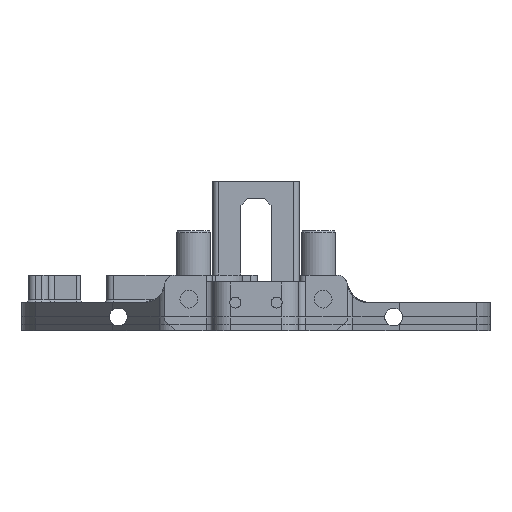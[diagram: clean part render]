
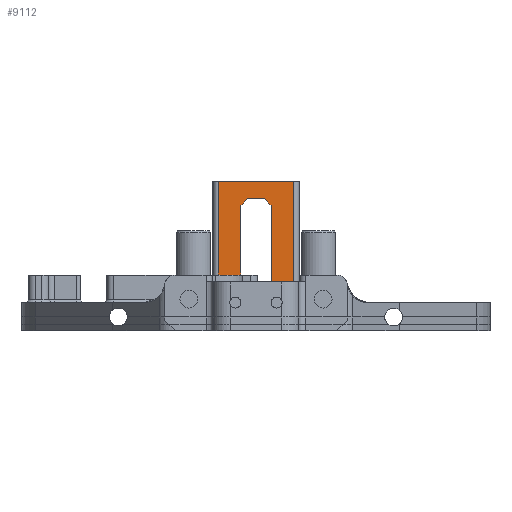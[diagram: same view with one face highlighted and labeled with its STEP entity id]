
A CAD part, front view. The second image highlights one B-rep face of the part: STEP entity #9112.
In plain terms, the highlighted planar face has unit normal (0, -1, 0).
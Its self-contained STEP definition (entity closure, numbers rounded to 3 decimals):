
#872=FACE_OUTER_BOUND('',#1389,.T.);
#1389=EDGE_LOOP('',(#6933,#6934,#6935,#6936,#6937,#6938,#6939,#6940,#6941,
#6942,#6943,#6944,#6945,#6946));
#1826=LINE('',#13160,#2780);
#1868=LINE('',#13266,#2822);
#2112=LINE('',#13912,#3066);
#2114=LINE('',#13918,#3068);
#2229=LINE('',#14303,#3183);
#2232=LINE('',#14308,#3186);
#2234=LINE('',#14312,#3188);
#2245=LINE('',#14335,#3199);
#2247=LINE('',#14338,#3201);
#2255=LINE('',#14351,#3209);
#2258=LINE('',#14357,#3212);
#2259=LINE('',#14359,#3213);
#2266=LINE('',#14372,#3220);
#2267=LINE('',#14373,#3221);
#2780=VECTOR('',#10419,10.);
#2822=VECTOR('',#10489,10.);
#3066=VECTOR('',#11087,10.);
#3068=VECTOR('',#11091,10.);
#3183=VECTOR('',#11394,10.);
#3186=VECTOR('',#11399,1000.);
#3188=VECTOR('',#11403,10.);
#3199=VECTOR('',#11420,10.);
#3201=VECTOR('',#11424,10.);
#3209=VECTOR('',#11436,10.);
#3212=VECTOR('',#11441,10.);
#3213=VECTOR('',#11444,10.);
#3220=VECTOR('',#11459,1000.);
#3221=VECTOR('',#11460,1000.);
#3744=VERTEX_POINT('',#13157);
#3745=VERTEX_POINT('',#13159);
#3794=VERTEX_POINT('',#13263);
#3795=VERTEX_POINT('',#13265);
#4014=VERTEX_POINT('',#13903);
#4018=VERTEX_POINT('',#13915);
#4019=VERTEX_POINT('',#13917);
#4144=VERTEX_POINT('',#14302);
#4145=VERTEX_POINT('',#14307);
#4146=VERTEX_POINT('',#14311);
#4154=VERTEX_POINT('',#14332);
#4155=VERTEX_POINT('',#14334);
#4158=VERTEX_POINT('',#14349);
#4160=VERTEX_POINT('',#14355);
#4636=EDGE_CURVE('',#3745,#3744,#1826,.T.);
#4690=EDGE_CURVE('',#3794,#3795,#1868,.T.);
#5013=EDGE_CURVE('',#4014,#3745,#2112,.T.);
#5015=EDGE_CURVE('',#4019,#4018,#2114,.T.);
#5188=EDGE_CURVE('',#4014,#4144,#2229,.T.);
#5191=EDGE_CURVE('',#4145,#4144,#2232,.T.);
#5193=EDGE_CURVE('',#4145,#4146,#2234,.T.);
#5204=EDGE_CURVE('',#4154,#4155,#2245,.T.);
#5206=EDGE_CURVE('',#4146,#4154,#2247,.T.);
#5214=EDGE_CURVE('',#4018,#4158,#2255,.T.);
#5217=EDGE_CURVE('',#4160,#4158,#2258,.T.);
#5218=EDGE_CURVE('',#4160,#4155,#2259,.T.);
#5225=EDGE_CURVE('',#3744,#3795,#2266,.T.);
#5226=EDGE_CURVE('',#4019,#3794,#2267,.T.);
#6933=ORIENTED_EDGE('',*,*,#5015,.T.);
#6934=ORIENTED_EDGE('',*,*,#5214,.T.);
#6935=ORIENTED_EDGE('',*,*,#5217,.F.);
#6936=ORIENTED_EDGE('',*,*,#5218,.T.);
#6937=ORIENTED_EDGE('',*,*,#5204,.F.);
#6938=ORIENTED_EDGE('',*,*,#5206,.F.);
#6939=ORIENTED_EDGE('',*,*,#5193,.F.);
#6940=ORIENTED_EDGE('',*,*,#5191,.T.);
#6941=ORIENTED_EDGE('',*,*,#5188,.F.);
#6942=ORIENTED_EDGE('',*,*,#5013,.T.);
#6943=ORIENTED_EDGE('',*,*,#4636,.T.);
#6944=ORIENTED_EDGE('',*,*,#5225,.T.);
#6945=ORIENTED_EDGE('',*,*,#4690,.F.);
#6946=ORIENTED_EDGE('',*,*,#5226,.F.);
#8765=PLANE('',#9779);
#9112=ADVANCED_FACE('',(#872),#8765,.F.);
#9779=AXIS2_PLACEMENT_3D('',#14371,#11457,#11458);
#10419=DIRECTION('',(1.,0.,0.));
#10489=DIRECTION('',(1.,0.,0.));
#11087=DIRECTION('',(0.,0.,-1.));
#11091=DIRECTION('',(1.,0.,0.));
#11394=DIRECTION('',(0.707,0.,-0.707));
#11399=DIRECTION('',(-1.,0.,0.));
#11403=DIRECTION('',(0.707,0.,0.707));
#11420=DIRECTION('',(-0.707,0.,0.707));
#11424=DIRECTION('',(0.,0.,1.));
#11436=DIRECTION('',(0.,0.,1.));
#11441=DIRECTION('',(-0.707,0.,-0.707));
#11444=DIRECTION('',(1.,0.,0.));
#11457=DIRECTION('center_axis',(0.,1.,0.));
#11458=DIRECTION('ref_axis',(1.,0.,0.));
#11459=DIRECTION('',(0.,0.,1.));
#11460=DIRECTION('',(0.,0.,1.));
#13157=CARTESIAN_POINT('',(15.545,124.,-17.25));
#13159=CARTESIAN_POINT('',(0.732,124.,-17.25));
#13160=CARTESIAN_POINT('',(-10.781,124.,-17.25));
#13263=CARTESIAN_POINT('',(-6.455,124.,18.));
#13265=CARTESIAN_POINT('',(15.545,124.,18.));
#13266=CARTESIAN_POINT('',(4.445,124.,18.));
#13903=CARTESIAN_POINT('',(0.732,124.,-12.837));
#13912=CARTESIAN_POINT('',(0.732,124.,0.375));
#13915=CARTESIAN_POINT('',(0.145,124.,-9.25));
#13917=CARTESIAN_POINT('',(-6.455,124.,-9.25));
#13918=CARTESIAN_POINT('',(-13.486,124.,-9.25));
#14302=CARTESIAN_POINT('',(2.145,124.,-14.25));
#14303=CARTESIAN_POINT('',(-8.942,124.,-3.162));
#14307=CARTESIAN_POINT('',(6.945,124.,-14.25));
#14308=CARTESIAN_POINT('',(-1.655,124.,-14.25));
#14311=CARTESIAN_POINT('',(8.945,124.,-12.25));
#14312=CARTESIAN_POINT('',(11.782,124.,-9.412));
#14332=CARTESIAN_POINT('',(8.945,124.,11.));
#14334=CARTESIAN_POINT('',(6.945,124.,13.));
#14335=CARTESIAN_POINT('',(2.47,124.,17.475));
#14338=CARTESIAN_POINT('',(8.945,124.,10.));
#14349=CARTESIAN_POINT('',(0.145,124.,11.));
#14351=CARTESIAN_POINT('',(0.145,124.,4.688));
#14355=CARTESIAN_POINT('',(2.145,124.,13.));
#14357=CARTESIAN_POINT('',(0.37,124.,11.225));
#14359=CARTESIAN_POINT('',(4.445,124.,13.));
#14371=CARTESIAN_POINT('Origin',(-7.955,124.,18.));
#14372=CARTESIAN_POINT('',(15.545,124.,18.));
#14373=CARTESIAN_POINT('',(-6.455,124.,18.));
